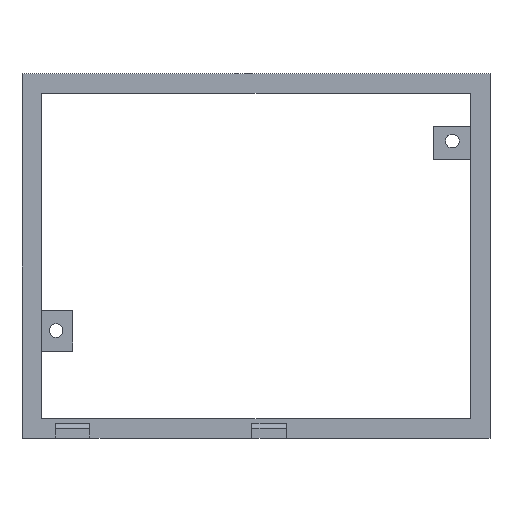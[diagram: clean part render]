
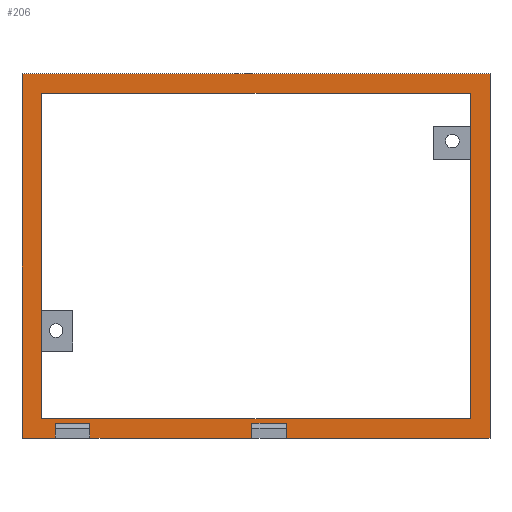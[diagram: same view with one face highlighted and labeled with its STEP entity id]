
A CAD part, top view. The second image highlights one B-rep face of the part: STEP entity #206.
In plain terms, the highlighted planar face has unit normal (0, 0, 1).
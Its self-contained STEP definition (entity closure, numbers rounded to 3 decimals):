
#1 = EDGE_CURVE ( 'NONE', #241, #1162, #123, .T. ) ;
#11 = DIRECTION ( 'NONE',  ( 0., 1., 0. ) ) ;
#12 = VERTEX_POINT ( 'NONE', #1143 ) ;
#22 = VERTEX_POINT ( 'NONE', #518 ) ;
#30 = LINE ( 'NONE', #132, #910 ) ;
#42 = CARTESIAN_POINT ( 'NONE',  ( 91., -4., 1.6 ) ) ;
#64 = LINE ( 'NONE', #179, #1109 ) ;
#76 = PLANE ( 'NONE',  #360 ) ;
#79 = CARTESIAN_POINT ( 'NONE',  ( 42.665, -1., 1.6 ) ) ;
#102 = VERTEX_POINT ( 'NONE', #984 ) ;
#111 = CARTESIAN_POINT ( 'NONE',  ( 0., -4., 1.6 ) ) ;
#116 = DIRECTION ( 'NONE',  ( 0., 1., 0. ) ) ;
#123 = LINE ( 'NONE', #880, #1183 ) ;
#130 = LINE ( 'NONE', #696, #891 ) ;
#132 = CARTESIAN_POINT ( 'NONE',  ( 87., 0., 1.6 ) ) ;
#137 = ORIENTED_EDGE ( 'NONE', *, *, #221, .T. ) ;
#141 = ORIENTED_EDGE ( 'NONE', *, *, #723, .F. ) ;
#142 = EDGE_CURVE ( 'NONE', #744, #739, #64, .T. ) ;
#153 = DIRECTION ( 'NONE',  ( 1., 0., 0. ) ) ;
#171 = LINE ( 'NONE', #931, #256 ) ;
#179 = CARTESIAN_POINT ( 'NONE',  ( 0., -4., 1.6 ) ) ;
#180 = EDGE_LOOP ( 'NONE', ( #137, #923, #896, #557, #918, #773, #1003, #1101, #1079, #664, #490, #349 ) ) ;
#201 = LINE ( 'NONE', #1038, #1032 ) ;
#206 = ADVANCED_FACE ( 'NONE', ( #927, #646 ), #76, .T. ) ;
#216 = CARTESIAN_POINT ( 'NONE',  ( 49.665, -4., 1.6 ) ) ;
#221 = EDGE_CURVE ( 'NONE', #846, #12, #554, .T. ) ;
#236 = CARTESIAN_POINT ( 'NONE',  ( 0., 66., 1.6 ) ) ;
#238 = VECTOR ( 'NONE', #385, 1000. ) ;
#241 = VERTEX_POINT ( 'NONE', #867 ) ;
#256 = VECTOR ( 'NONE', #1092, 1000. ) ;
#277 = DIRECTION ( 'NONE',  ( 0., -1., 0. ) ) ;
#292 = LINE ( 'NONE', #1052, #1053 ) ;
#294 = EDGE_CURVE ( 'NONE', #1162, #467, #798, .T. ) ;
#298 = LINE ( 'NONE', #946, #687 ) ;
#311 = VERTEX_POINT ( 'NONE', #328 ) ;
#317 = LINE ( 'NONE', #1013, #397 ) ;
#328 = CARTESIAN_POINT ( 'NONE',  ( 91., 70., 1.6 ) ) ;
#349 = ORIENTED_EDGE ( 'NONE', *, *, #495, .F. ) ;
#358 = LINE ( 'NONE', #737, #952 ) ;
#360 = AXIS2_PLACEMENT_3D ( 'NONE', #1113, #1027, #619 ) ;
#366 = CARTESIAN_POINT ( 'NONE',  ( 2.792, -2., 1.6 ) ) ;
#373 = DIRECTION ( 'NONE',  ( 0., 1., 0. ) ) ;
#385 = DIRECTION ( 'NONE',  ( 1., 0., 0. ) ) ;
#394 = VECTOR ( 'NONE', #1036, 1000. ) ;
#397 = VECTOR ( 'NONE', #875, 1000. ) ;
#438 = EDGE_CURVE ( 'NONE', #1090, #311, #171, .T. ) ;
#444 = DIRECTION ( 'NONE',  ( 1., 0., 0. ) ) ;
#467 = VERTEX_POINT ( 'NONE', #1207 ) ;
#478 = ORIENTED_EDGE ( 'NONE', *, *, #1, .T. ) ;
#488 = DIRECTION ( 'NONE',  ( 1., 0., 0. ) ) ;
#490 = ORIENTED_EDGE ( 'NONE', *, *, #1200, .T. ) ;
#495 = EDGE_CURVE ( 'NONE', #846, #1007, #358, .T. ) ;
#518 = CARTESIAN_POINT ( 'NONE',  ( 87., 0., 1.6 ) ) ;
#523 = VECTOR ( 'NONE', #11, 1000. ) ;
#543 = EDGE_CURVE ( 'NONE', #688, #311, #292, .T. ) ;
#554 = LINE ( 'NONE', #1209, #1001 ) ;
#557 = ORIENTED_EDGE ( 'NONE', *, *, #543, .T. ) ;
#565 = EDGE_CURVE ( 'NONE', #12, #669, #1134, .T. ) ;
#582 = LINE ( 'NONE', #855, #523 ) ;
#592 = CARTESIAN_POINT ( 'NONE',  ( 9.792, -1., 1.6 ) ) ;
#594 = DIRECTION ( 'NONE',  ( 1., 0., 0. ) ) ;
#600 = EDGE_CURVE ( 'NONE', #241, #22, #298, .T. ) ;
#616 = EDGE_CURVE ( 'NONE', #744, #1090, #582, .T. ) ;
#619 = DIRECTION ( 'NONE',  ( 1., 0., 0. ) ) ;
#629 = CARTESIAN_POINT ( 'NONE',  ( -4., -4., 1.6 ) ) ;
#646 = FACE_BOUND ( 'NONE', #1141, .T. ) ;
#664 = ORIENTED_EDGE ( 'NONE', *, *, #1178, .T. ) ;
#669 = VERTEX_POINT ( 'NONE', #216 ) ;
#679 = DIRECTION ( 'NONE',  ( 1., 0., 0. ) ) ;
#687 = VECTOR ( 'NONE', #679, 1000. ) ;
#688 = VERTEX_POINT ( 'NONE', #42 ) ;
#696 = CARTESIAN_POINT ( 'NONE',  ( 0., -4., 1.6 ) ) ;
#723 = EDGE_CURVE ( 'NONE', #22, #467, #30, .T. ) ;
#737 = CARTESIAN_POINT ( 'NONE',  ( 42.665, -2., 1.6 ) ) ;
#739 = VERTEX_POINT ( 'NONE', #884 ) ;
#744 = VERTEX_POINT ( 'NONE', #629 ) ;
#747 = EDGE_CURVE ( 'NONE', #755, #1034, #317, .T. ) ;
#749 = CARTESIAN_POINT ( 'NONE',  ( 49.665, -2., 1.6 ) ) ;
#755 = VERTEX_POINT ( 'NONE', #892 ) ;
#773 = ORIENTED_EDGE ( 'NONE', *, *, #616, .F. ) ;
#798 = LINE ( 'NONE', #236, #1216 ) ;
#846 = VERTEX_POINT ( 'NONE', #79 ) ;
#852 = ORIENTED_EDGE ( 'NONE', *, *, #600, .F. ) ;
#855 = CARTESIAN_POINT ( 'NONE',  ( -4., 0., 1.6 ) ) ;
#858 = LINE ( 'NONE', #111, #238 ) ;
#867 = CARTESIAN_POINT ( 'NONE',  ( 0., 0., 1.6 ) ) ;
#875 = DIRECTION ( 'NONE',  ( 1., 0., 0. ) ) ;
#880 = CARTESIAN_POINT ( 'NONE',  ( 0., 0., 1.6 ) ) ;
#884 = CARTESIAN_POINT ( 'NONE',  ( 2.792, -4., 1.6 ) ) ;
#888 = ORIENTED_EDGE ( 'NONE', *, *, #294, .T. ) ;
#891 = VECTOR ( 'NONE', #488, 1000. ) ;
#892 = CARTESIAN_POINT ( 'NONE',  ( 2.792, -1., 1.6 ) ) ;
#896 = ORIENTED_EDGE ( 'NONE', *, *, #1009, .T. ) ;
#910 = VECTOR ( 'NONE', #1154, 1000. ) ;
#915 = EDGE_CURVE ( 'NONE', #755, #739, #1133, .T. ) ;
#918 = ORIENTED_EDGE ( 'NONE', *, *, #438, .F. ) ;
#923 = ORIENTED_EDGE ( 'NONE', *, *, #565, .T. ) ;
#925 = DIRECTION ( 'NONE',  ( 0., -1., 0. ) ) ;
#927 = FACE_OUTER_BOUND ( 'NONE', #180, .T. ) ;
#931 = CARTESIAN_POINT ( 'NONE',  ( 0., 70., 1.6 ) ) ;
#946 = CARTESIAN_POINT ( 'NONE',  ( 0., 0., 1.6 ) ) ;
#952 = VECTOR ( 'NONE', #277, 1000. ) ;
#957 = DIRECTION ( 'NONE',  ( 0., -1., 0. ) ) ;
#984 = CARTESIAN_POINT ( 'NONE',  ( 9.792, -4., 1.6 ) ) ;
#991 = CARTESIAN_POINT ( 'NONE',  ( -4., 70., 1.6 ) ) ;
#1001 = VECTOR ( 'NONE', #153, 1000. ) ;
#1003 = ORIENTED_EDGE ( 'NONE', *, *, #142, .T. ) ;
#1007 = VERTEX_POINT ( 'NONE', #1047 ) ;
#1009 = EDGE_CURVE ( 'NONE', #669, #688, #130, .T. ) ;
#1013 = CARTESIAN_POINT ( 'NONE',  ( 9.792, -1., 1.6 ) ) ;
#1027 = DIRECTION ( 'NONE',  ( 0., 0., 1. ) ) ;
#1032 = VECTOR ( 'NONE', #957, 1000. ) ;
#1034 = VERTEX_POINT ( 'NONE', #592 ) ;
#1036 = DIRECTION ( 'NONE',  ( 0., -1., 0. ) ) ;
#1038 = CARTESIAN_POINT ( 'NONE',  ( 9.792, -2., 1.6 ) ) ;
#1043 = CARTESIAN_POINT ( 'NONE',  ( 0., 66., 1.6 ) ) ;
#1047 = CARTESIAN_POINT ( 'NONE',  ( 42.665, -4., 1.6 ) ) ;
#1052 = CARTESIAN_POINT ( 'NONE',  ( 91., 0., 1.6 ) ) ;
#1053 = VECTOR ( 'NONE', #373, 1000. ) ;
#1079 = ORIENTED_EDGE ( 'NONE', *, *, #747, .T. ) ;
#1090 = VERTEX_POINT ( 'NONE', #991 ) ;
#1092 = DIRECTION ( 'NONE',  ( 1., 0., 0. ) ) ;
#1101 = ORIENTED_EDGE ( 'NONE', *, *, #915, .F. ) ;
#1109 = VECTOR ( 'NONE', #444, 1000. ) ;
#1113 = CARTESIAN_POINT ( 'NONE',  ( 0., 0., 1.6 ) ) ;
#1133 = LINE ( 'NONE', #366, #1157 ) ;
#1134 = LINE ( 'NONE', #749, #394 ) ;
#1141 = EDGE_LOOP ( 'NONE', ( #141, #852, #478, #888 ) ) ;
#1143 = CARTESIAN_POINT ( 'NONE',  ( 49.665, -1., 1.6 ) ) ;
#1154 = DIRECTION ( 'NONE',  ( 0., 1., 0. ) ) ;
#1157 = VECTOR ( 'NONE', #925, 1000. ) ;
#1162 = VERTEX_POINT ( 'NONE', #1043 ) ;
#1178 = EDGE_CURVE ( 'NONE', #1034, #102, #201, .T. ) ;
#1183 = VECTOR ( 'NONE', #116, 1000. ) ;
#1200 = EDGE_CURVE ( 'NONE', #102, #1007, #858, .T. ) ;
#1207 = CARTESIAN_POINT ( 'NONE',  ( 87., 66., 1.6 ) ) ;
#1209 = CARTESIAN_POINT ( 'NONE',  ( 49.665, -1., 1.6 ) ) ;
#1216 = VECTOR ( 'NONE', #594, 1000. ) ;
